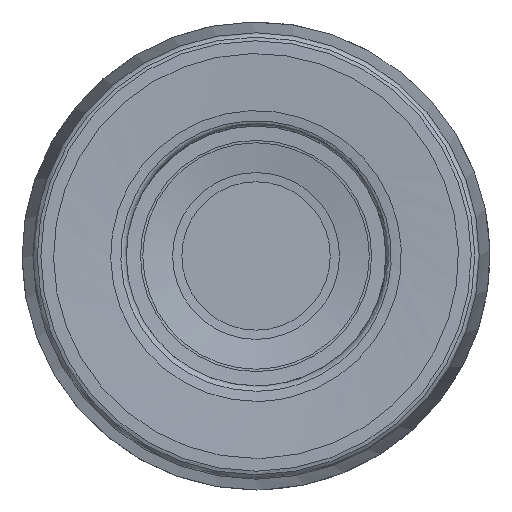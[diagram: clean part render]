
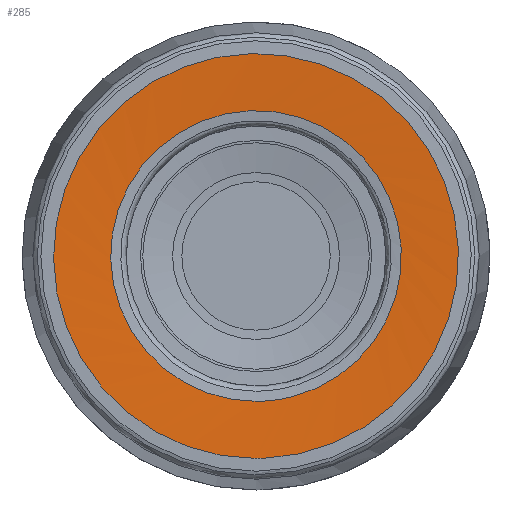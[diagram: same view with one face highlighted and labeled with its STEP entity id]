
A CAD part, left-side view. The second image highlights one B-rep face of the part: STEP entity #285.
In plain terms, the highlighted face is a revolution surface.
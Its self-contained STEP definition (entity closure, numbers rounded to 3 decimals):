
#45=SURFACE_OF_REVOLUTION('',#71,#61);
#61=AXIS1_PLACEMENT('',#921,#801);
#71=LINE('',#920,#81);
#81=VECTOR('',#800,6.06);
#285=ADVANCED_FACE('',(#356,#357),#45,.T.);
#356=FACE_BOUND('',#424,.T.);
#357=FACE_BOUND('',#425,.T.);
#424=EDGE_LOOP('',(#492));
#425=EDGE_LOOP('',(#493));
#492=ORIENTED_EDGE('',*,*,#547,.F.);
#493=ORIENTED_EDGE('',*,*,#561,.T.);
#513=VERTEX_POINT('',#861);
#527=VERTEX_POINT('',#917);
#547=EDGE_CURVE('',#513,#513,#581,.T.);
#561=EDGE_CURVE('',#527,#527,#595,.T.);
#581=CIRCLE('',#635,18.141);
#595=CIRCLE('',#655,13.026);
#635=AXIS2_PLACEMENT_3D('',#860,#734,#735);
#655=AXIS2_PLACEMENT_3D('',#916,#796,#797);
#734=DIRECTION('',(1.,0.,0.));
#735=DIRECTION('',(0.,0.,-1.));
#796=DIRECTION('',(1.,0.,0.));
#797=DIRECTION('',(0.,0.,-1.));
#800=DIRECTION('',(-0.039,-0.915,-0.401));
#801=DIRECTION('',(1.,0.,0.));
#860=CARTESIAN_POINT('',(-0.033,0.,0.));
#861=CARTESIAN_POINT('',(-0.033,0.,-18.141));
#916=CARTESIAN_POINT('',(0.206,0.,0.));
#917=CARTESIAN_POINT('',(0.206,0.,-13.026));
#920=CARTESIAN_POINT('',(0.206,-12.569,3.423));
#921=CARTESIAN_POINT('',(44.567,0.,0.));
